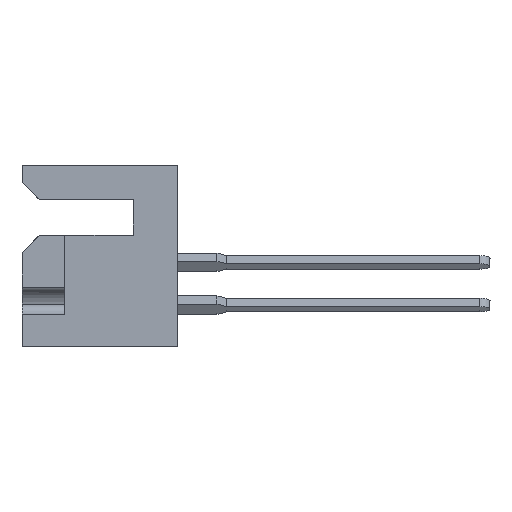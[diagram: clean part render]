
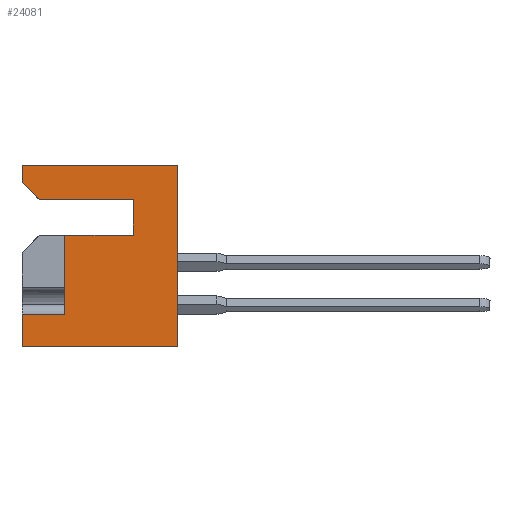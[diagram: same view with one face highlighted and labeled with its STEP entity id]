
A CAD part, left-side view. The second image highlights one B-rep face of the part: STEP entity #24081.
In plain terms, the highlighted planar face has unit normal (-1, 0, 0).
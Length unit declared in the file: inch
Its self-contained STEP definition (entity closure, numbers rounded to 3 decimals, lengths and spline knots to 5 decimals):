
#122 = LINE ( 'NONE', #7585, #22141 ) ;
#672 = VERTEX_POINT ( 'NONE', #10782 ) ;
#1081 = CARTESIAN_POINT ( 'NONE',  ( 0., 0.128, -0.205 ) ) ;
#1429 = CARTESIAN_POINT ( 'NONE',  ( 0., 0., 0. ) ) ;
#1810 = CARTESIAN_POINT ( 'NONE',  ( 0., 0.128, -0.1 ) ) ;
#2453 = CARTESIAN_POINT ( 'NONE',  ( 0., 0., 0. ) ) ;
#2497 = EDGE_CURVE ( 'NONE', #10171, #672, #122, .T. ) ;
#2681 = DIRECTION ( 'NONE',  ( 0., 0., 1. ) ) ;
#3180 = EDGE_CURVE ( 'NONE', #10171, #14675, #19425, .T. ) ;
#3260 = DIRECTION ( 'NONE',  ( 1., 0., 0. ) ) ;
#3553 = ORIENTED_EDGE ( 'NONE', *, *, #2497, .T. ) ;
#4346 = VECTOR ( 'NONE', #12950, 39.37008 ) ;
#4383 = LINE ( 'NONE', #26707, #23467 ) ;
#4400 = DIRECTION ( 'NONE',  ( 0., 1., 0. ) ) ;
#5008 = CARTESIAN_POINT ( 'NONE',  ( 0., 0.453, -0.531 ) ) ;
#5280 = CARTESIAN_POINT ( 'NONE',  ( 0., 0.328, -0.437 ) ) ;
#5349 = LINE ( 'NONE', #14872, #4346 ) ;
#7378 = CARTESIAN_POINT ( 'NONE',  ( 0., 0.453, 0. ) ) ;
#7498 = LINE ( 'NONE', #18377, #12766 ) ;
#7585 = CARTESIAN_POINT ( 'NONE',  ( 0., 0.328, -0.437 ) ) ;
#7837 = VECTOR ( 'NONE', #11151, 39.37008 ) ;
#7983 = ORIENTED_EDGE ( 'NONE', *, *, #3180, .F. ) ;
#8214 = EDGE_CURVE ( 'NONE', #8322, #13330, #24668, .T. ) ;
#8235 = ORIENTED_EDGE ( 'NONE', *, *, #14577, .F. ) ;
#8322 = VERTEX_POINT ( 'NONE', #1081 ) ;
#9306 = LINE ( 'NONE', #1429, #16551 ) ;
#9710 = VECTOR ( 'NONE', #25794, 39.37008 ) ;
#10013 = DIRECTION ( 'NONE',  ( 0., -1., 0. ) ) ;
#10171 = VERTEX_POINT ( 'NONE', #5280 ) ;
#10782 = CARTESIAN_POINT ( 'NONE',  ( 0., 0.453, -0.437 ) ) ;
#11151 = DIRECTION ( 'NONE',  ( 0., 0., 1. ) ) ;
#11166 = CARTESIAN_POINT ( 'NONE',  ( 0., 0.453, 0. ) ) ;
#11231 = CARTESIAN_POINT ( 'NONE',  ( 0., 0.128, -0.1 ) ) ;
#11434 = EDGE_LOOP ( 'NONE', ( #3553, #22983, #11705, #25074, #8235, #20277, #25181, #20072, #13950, #25093, #7983 ) ) ;
#11705 = ORIENTED_EDGE ( 'NONE', *, *, #12697, .T. ) ;
#12274 = VERTEX_POINT ( 'NONE', #12519 ) ;
#12519 = CARTESIAN_POINT ( 'NONE',  ( 0., 0.453, -0.05 ) ) ;
#12666 = LINE ( 'NONE', #11166, #9710 ) ;
#12697 = EDGE_CURVE ( 'NONE', #26665, #18161, #7498, .T. ) ;
#12766 = VECTOR ( 'NONE', #10013, 39.37008 ) ;
#12888 = EDGE_CURVE ( 'NONE', #12274, #26924, #13425, .T. ) ;
#12950 = DIRECTION ( 'NONE',  ( 0., -0.707, -0.707 ) ) ;
#13330 = VERTEX_POINT ( 'NONE', #1810 ) ;
#13358 = AXIS2_PLACEMENT_3D ( 'NONE', #17965, #3260, #15566 ) ;
#13425 = LINE ( 'NONE', #25699, #7837 ) ;
#13950 = ORIENTED_EDGE ( 'NONE', *, *, #8214, .F. ) ;
#14492 = CARTESIAN_POINT ( 'NONE',  ( 0., 0.128, -0.205 ) ) ;
#14577 = EDGE_CURVE ( 'NONE', #26924, #22022, #12666, .T. ) ;
#14675 = VERTEX_POINT ( 'NONE', #17878 ) ;
#14872 = CARTESIAN_POINT ( 'NONE',  ( 0., 0.403, -0.1 ) ) ;
#15361 = LINE ( 'NONE', #14492, #19957 ) ;
#15541 = EDGE_CURVE ( 'NONE', #18161, #22022, #9306, .T. ) ;
#15566 = DIRECTION ( 'NONE',  ( 0., 0., -1. ) ) ;
#16106 = CARTESIAN_POINT ( 'NONE',  ( 0., 0.328, -0.205 ) ) ;
#16551 = VECTOR ( 'NONE', #22638, 39.37008 ) ;
#16564 = EDGE_CURVE ( 'NONE', #12274, #18711, #5349, .T. ) ;
#17739 = EDGE_CURVE ( 'NONE', #13330, #18711, #4383, .T. ) ;
#17878 = CARTESIAN_POINT ( 'NONE',  ( 0., 0.328, -0.205 ) ) ;
#17965 = CARTESIAN_POINT ( 'NONE',  ( 0., 0.453, 0. ) ) ;
#18161 = VERTEX_POINT ( 'NONE', #22829 ) ;
#18377 = CARTESIAN_POINT ( 'NONE',  ( 0., 0.453, -0.531 ) ) ;
#18711 = VERTEX_POINT ( 'NONE', #24539 ) ;
#19425 = LINE ( 'NONE', #16106, #26355 ) ;
#19957 = VECTOR ( 'NONE', #4400, 39.37008 ) ;
#19970 = EDGE_CURVE ( 'NONE', #26665, #672, #26952, .T. ) ;
#20072 = ORIENTED_EDGE ( 'NONE', *, *, #17739, .F. ) ;
#20277 = ORIENTED_EDGE ( 'NONE', *, *, #12888, .F. ) ;
#20378 = EDGE_CURVE ( 'NONE', #8322, #14675, #15361, .T. ) ;
#20495 = DIRECTION ( 'NONE',  ( 0., 0., 1. ) ) ;
#20676 = VECTOR ( 'NONE', #2681, 39.37008 ) ;
#21708 = VECTOR ( 'NONE', #25859, 39.37008 ) ;
#22022 = VERTEX_POINT ( 'NONE', #2453 ) ;
#22141 = VECTOR ( 'NONE', #26717, 39.37008 ) ;
#22606 = FACE_OUTER_BOUND ( 'NONE', #11434, .T. ) ;
#22638 = DIRECTION ( 'NONE',  ( 0., 0., 1. ) ) ;
#22829 = CARTESIAN_POINT ( 'NONE',  ( 0., 0., -0.531 ) ) ;
#22983 = ORIENTED_EDGE ( 'NONE', *, *, #19970, .F. ) ;
#23467 = VECTOR ( 'NONE', #24690, 39.37008 ) ;
#23904 = CARTESIAN_POINT ( 'NONE',  ( 0., 0.453, 0. ) ) ;
#24081 = ADVANCED_FACE ( 'NONE', ( #22606 ), #24133, .F. ) ;
#24133 = PLANE ( 'NONE',  #13358 ) ;
#24539 = CARTESIAN_POINT ( 'NONE',  ( 0., 0.403, -0.1 ) ) ;
#24668 = LINE ( 'NONE', #11231, #21708 ) ;
#24690 = DIRECTION ( 'NONE',  ( 0., 1., 0. ) ) ;
#25074 = ORIENTED_EDGE ( 'NONE', *, *, #15541, .T. ) ;
#25093 = ORIENTED_EDGE ( 'NONE', *, *, #20378, .T. ) ;
#25181 = ORIENTED_EDGE ( 'NONE', *, *, #16564, .T. ) ;
#25699 = CARTESIAN_POINT ( 'NONE',  ( 0., 0.453, 0. ) ) ;
#25794 = DIRECTION ( 'NONE',  ( 0., -1., 0. ) ) ;
#25859 = DIRECTION ( 'NONE',  ( 0., 0., 1. ) ) ;
#26355 = VECTOR ( 'NONE', #20495, 39.37008 ) ;
#26665 = VERTEX_POINT ( 'NONE', #5008 ) ;
#26707 = CARTESIAN_POINT ( 'NONE',  ( 0., 0.128, -0.1 ) ) ;
#26717 = DIRECTION ( 'NONE',  ( 0., 1., 0. ) ) ;
#26924 = VERTEX_POINT ( 'NONE', #7378 ) ;
#26952 = LINE ( 'NONE', #23904, #20676 ) ;
